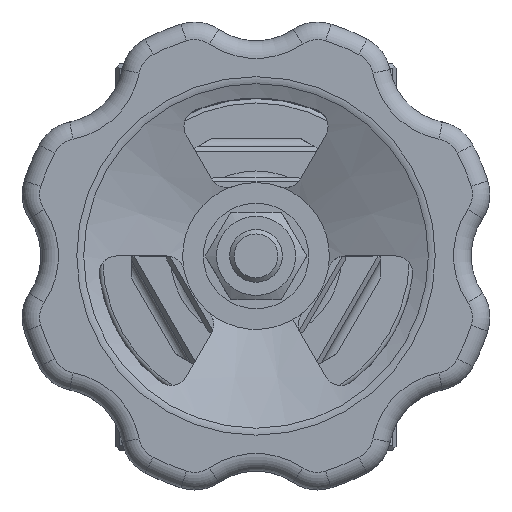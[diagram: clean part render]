
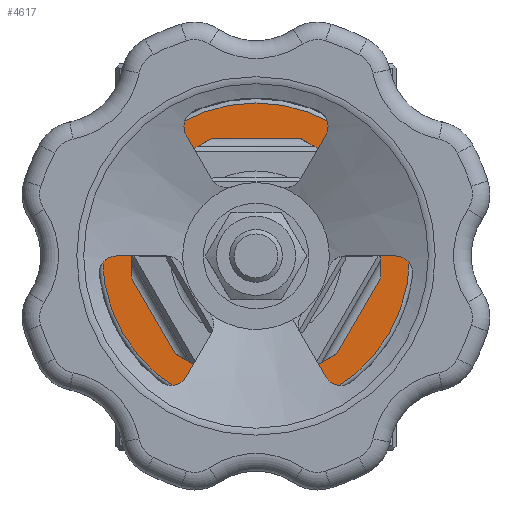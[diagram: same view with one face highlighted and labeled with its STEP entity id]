
A CAD part, top view. The second image highlights one B-rep face of the part: STEP entity #4617.
In plain terms, the highlighted planar face has unit normal (0, 0, 1).
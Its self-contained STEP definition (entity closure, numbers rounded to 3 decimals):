
#306=LINE('',#7046,#660);
#307=LINE('',#7049,#661);
#308=LINE('',#7051,#662);
#309=LINE('',#7053,#663);
#310=LINE('',#7055,#664);
#311=LINE('',#7057,#665);
#312=LINE('',#7059,#666);
#313=LINE('',#7061,#667);
#314=LINE('',#7063,#668);
#315=LINE('',#7065,#669);
#316=LINE('',#7067,#670);
#317=LINE('',#7069,#671);
#660=VECTOR('',#5617,1000.);
#661=VECTOR('',#5618,1000.);
#662=VECTOR('',#5619,1000.);
#663=VECTOR('',#5620,1000.);
#664=VECTOR('',#5621,1000.);
#665=VECTOR('',#5622,1000.);
#666=VECTOR('',#5623,1000.);
#667=VECTOR('',#5624,1000.);
#668=VECTOR('',#5625,1000.);
#669=VECTOR('',#5626,1000.);
#670=VECTOR('',#5627,1000.);
#671=VECTOR('',#5628,1000.);
#1025=ORIENTED_EDGE('',*,*,#2419,.T.);
#1026=ORIENTED_EDGE('',*,*,#2420,.T.);
#1027=ORIENTED_EDGE('',*,*,#2421,.T.);
#1028=ORIENTED_EDGE('',*,*,#2422,.T.);
#1029=ORIENTED_EDGE('',*,*,#2423,.T.);
#1030=ORIENTED_EDGE('',*,*,#2424,.T.);
#1031=ORIENTED_EDGE('',*,*,#2425,.T.);
#1032=ORIENTED_EDGE('',*,*,#2426,.T.);
#1033=ORIENTED_EDGE('',*,*,#2427,.T.);
#1034=ORIENTED_EDGE('',*,*,#2428,.T.);
#1035=ORIENTED_EDGE('',*,*,#2429,.T.);
#1036=ORIENTED_EDGE('',*,*,#2430,.T.);
#1037=ORIENTED_EDGE('',*,*,#2431,.T.);
#2419=EDGE_CURVE('',#3116,#3116,#3569,.F.);
#2420=EDGE_CURVE('',#3117,#3118,#306,.F.);
#2421=EDGE_CURVE('',#3118,#3119,#307,.F.);
#2422=EDGE_CURVE('',#3119,#3120,#308,.F.);
#2423=EDGE_CURVE('',#3120,#3121,#309,.F.);
#2424=EDGE_CURVE('',#3121,#3122,#310,.F.);
#2425=EDGE_CURVE('',#3122,#3123,#311,.F.);
#2426=EDGE_CURVE('',#3123,#3124,#312,.F.);
#2427=EDGE_CURVE('',#3124,#3125,#313,.F.);
#2428=EDGE_CURVE('',#3125,#3126,#314,.F.);
#2429=EDGE_CURVE('',#3126,#3127,#315,.F.);
#2430=EDGE_CURVE('',#3127,#3128,#316,.F.);
#2431=EDGE_CURVE('',#3128,#3117,#317,.F.);
#3116=VERTEX_POINT('',#7045);
#3117=VERTEX_POINT('',#7047);
#3118=VERTEX_POINT('',#7048);
#3119=VERTEX_POINT('',#7050);
#3120=VERTEX_POINT('',#7052);
#3121=VERTEX_POINT('',#7054);
#3122=VERTEX_POINT('',#7056);
#3123=VERTEX_POINT('',#7058);
#3124=VERTEX_POINT('',#7060);
#3125=VERTEX_POINT('',#7062);
#3126=VERTEX_POINT('',#7064);
#3127=VERTEX_POINT('',#7066);
#3128=VERTEX_POINT('',#7068);
#3569=CIRCLE('',#5052,17.5);
#3810=EDGE_LOOP('',(#1025));
#3811=EDGE_LOOP('',(#1026,#1027,#1028,#1029,#1030,#1031,#1032,#1033,#1034,
#1035,#1036,#1037));
#4151=FACE_BOUND('',#3810,.T.);
#4152=FACE_BOUND('',#3811,.T.);
#4486=PLANE('',#5051);
#4617=ADVANCED_FACE('',(#4151,#4152),#4486,.F.);
#5051=AXIS2_PLACEMENT_3D('',#7043,#5613,#5614);
#5052=AXIS2_PLACEMENT_3D('',#7044,#5615,#5616);
#5613=DIRECTION('',(0.,0.,-1.));
#5614=DIRECTION('',(-1.,0.,0.));
#5615=DIRECTION('',(0.,0.,-1.));
#5616=DIRECTION('',(-1.,0.,0.));
#5617=DIRECTION('',(-0.866,0.5,0.));
#5618=DIRECTION('',(-0.5,0.866,0.));
#5619=DIRECTION('',(0.,1.,0.));
#5620=DIRECTION('',(0.5,0.866,0.));
#5621=DIRECTION('',(0.866,0.5,0.));
#5622=DIRECTION('',(1.,0.,0.));
#5623=DIRECTION('',(0.866,-0.5,0.));
#5624=DIRECTION('',(0.5,-0.866,0.));
#5625=DIRECTION('',(0.,-1.,0.));
#5626=DIRECTION('',(-0.5,-0.866,0.));
#5627=DIRECTION('',(-0.866,-0.5,0.));
#5628=DIRECTION('',(-1.,0.,0.));
#7043=CARTESIAN_POINT('',(0.,0.,31.));
#7044=CARTESIAN_POINT('',(0.,0.,31.));
#7045=CARTESIAN_POINT('',(-17.5,0.,31.));
#7046=CARTESIAN_POINT('',(7.092,12.283,31.));
#7047=CARTESIAN_POINT('',(4.985,13.5,31.));
#7048=CARTESIAN_POINT('',(9.199,11.067,31.));
#7049=CARTESIAN_POINT('',(15.05,0.933,31.));
#7050=CARTESIAN_POINT('',(14.184,2.433,31.));
#7051=CARTESIAN_POINT('',(14.184,0.,31.));
#7052=CARTESIAN_POINT('',(14.184,-2.433,31.));
#7053=CARTESIAN_POINT('',(8.333,-12.567,31.));
#7054=CARTESIAN_POINT('',(9.199,-11.067,31.));
#7055=CARTESIAN_POINT('',(7.092,-12.283,31.));
#7056=CARTESIAN_POINT('',(4.985,-13.5,31.));
#7057=CARTESIAN_POINT('',(-6.717,-13.5,31.));
#7058=CARTESIAN_POINT('',(-4.985,-13.5,31.));
#7059=CARTESIAN_POINT('',(-7.092,-12.283,31.));
#7060=CARTESIAN_POINT('',(-9.199,-11.067,31.));
#7061=CARTESIAN_POINT('',(-15.05,-0.933,31.));
#7062=CARTESIAN_POINT('',(-14.184,-2.433,31.));
#7063=CARTESIAN_POINT('',(-14.184,0.,31.));
#7064=CARTESIAN_POINT('',(-14.184,2.433,31.));
#7065=CARTESIAN_POINT('',(-8.333,12.567,31.));
#7066=CARTESIAN_POINT('',(-9.199,11.067,31.));
#7067=CARTESIAN_POINT('',(-7.092,12.283,31.));
#7068=CARTESIAN_POINT('',(-4.985,13.5,31.));
#7069=CARTESIAN_POINT('',(6.717,13.5,31.));
